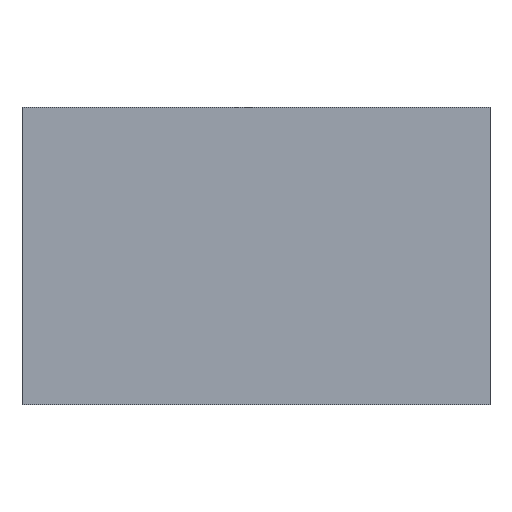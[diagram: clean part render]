
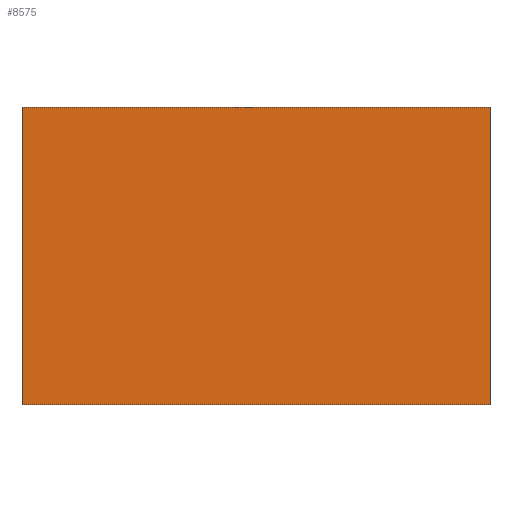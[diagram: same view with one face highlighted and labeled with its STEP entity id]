
A CAD part, left-side view. The second image highlights one B-rep face of the part: STEP entity #8575.
In plain terms, the highlighted planar face has unit normal (-1, 0, 0).
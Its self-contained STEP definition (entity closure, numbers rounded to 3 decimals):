
#1024=FACE_OUTER_BOUND('',#1498,.T.);
#1498=EDGE_LOOP('',(#7461,#7462,#7463,#7464));
#1846=LINE('',#12832,#2680);
#2360=LINE('',#14528,#3194);
#2361=LINE('',#14530,#3195);
#2362=LINE('',#14531,#3196);
#2680=VECTOR('',#9604,10.);
#3194=VECTOR('',#10952,10.);
#3195=VECTOR('',#10953,10.);
#3196=VECTOR('',#10954,10.);
#3504=VERTEX_POINT('',#12825);
#3507=VERTEX_POINT('',#12830);
#4016=VERTEX_POINT('',#14527);
#4017=VERTEX_POINT('',#14529);
#4476=EDGE_CURVE('',#3504,#3507,#1846,.T.);
#5190=EDGE_CURVE('',#4016,#3504,#2360,.T.);
#5191=EDGE_CURVE('',#4017,#3507,#2361,.T.);
#5192=EDGE_CURVE('',#4016,#4017,#2362,.T.);
#7461=ORIENTED_EDGE('',*,*,#5190,.T.);
#7462=ORIENTED_EDGE('',*,*,#4476,.T.);
#7463=ORIENTED_EDGE('',*,*,#5191,.F.);
#7464=ORIENTED_EDGE('',*,*,#5192,.F.);
#7813=PLANE('',#9102);
#8575=ADVANCED_FACE('',(#1024),#7813,.T.);
#9102=AXIS2_PLACEMENT_3D('',#14526,#10950,#10951);
#9604=DIRECTION('',(0.,0.,1.));
#10950=DIRECTION('center_axis',(-1.,0.,0.));
#10951=DIRECTION('ref_axis',(0.,-1.,0.));
#10952=DIRECTION('',(0.,-1.,0.));
#10953=DIRECTION('',(0.,-1.,0.));
#10954=DIRECTION('',(0.,0.,1.));
#12825=CARTESIAN_POINT('',(0.,0.,0.));
#12830=CARTESIAN_POINT('',(0.,0.,88.9));
#12832=CARTESIAN_POINT('',(0.,0.,0.));
#14526=CARTESIAN_POINT('Origin',(0.,139.7,0.));
#14527=CARTESIAN_POINT('',(0.,139.7,0.));
#14528=CARTESIAN_POINT('',(0.,139.7,0.));
#14529=CARTESIAN_POINT('',(0.,139.7,88.9));
#14530=CARTESIAN_POINT('',(0.,139.7,88.9));
#14531=CARTESIAN_POINT('',(0.,139.7,0.));
